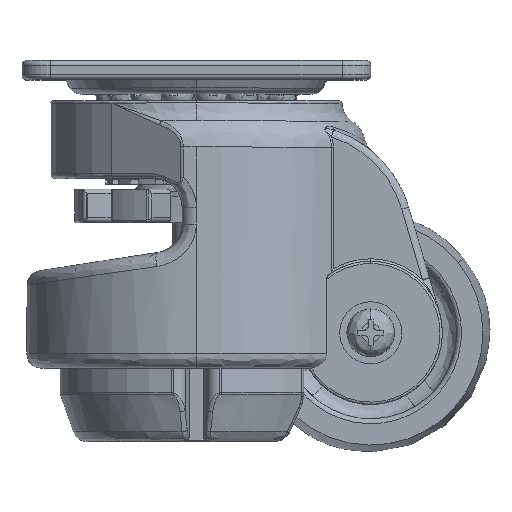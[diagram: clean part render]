
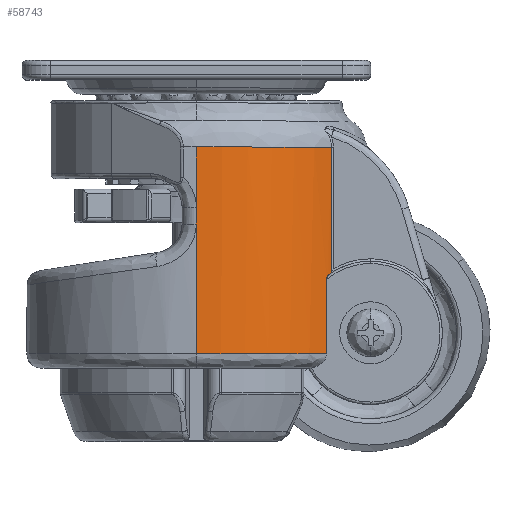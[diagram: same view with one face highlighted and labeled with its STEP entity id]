
A CAD part, top view. The second image highlights one B-rep face of the part: STEP entity #58743.
In plain terms, the highlighted cylindrical face has radius 35.5 mm (diameter 71 mm), a partial arc.
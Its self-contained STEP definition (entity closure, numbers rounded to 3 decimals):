
#1422 = CARTESIAN_POINT ( 'NONE',  ( 28.666, -571.943, 21.75 ) ) ;
#1891 = CARTESIAN_POINT ( 'NONE',  ( 11.376, -545.46, 33.938 ) ) ;
#2146 = CARTESIAN_POINT ( 'NONE',  ( 28.756, -571.881, 21.634 ) ) ;
#2174 = CARTESIAN_POINT ( 'NONE',  ( 28.023, -572.53, 22.555 ) ) ;
#2351 = CARTESIAN_POINT ( 'NONE',  ( 28.897, -571.667, 21.448 ) ) ;
#2779 = CARTESIAN_POINT ( 'NONE',  ( 28.16, -572.321, 22.387 ) ) ;
#3022 = VECTOR ( 'NONE', #37688, 1000. ) ;
#3462 = EDGE_CURVE ( 'NONE', #28880, #19332, #53737, .T. ) ;
#3471 = DIRECTION ( 'NONE',  ( 0., 0., -1. ) ) ;
#3507 = B_SPLINE_CURVE_WITH_KNOTS ( 'NONE', 3,
 ( #15586, #34836, #25909, #54260 ),
 .UNSPECIFIED., .F., .F.,
 ( 4, 4 ),
 ( 0., 1. ),
 .UNSPECIFIED. ) ;
#3789 = LINE ( 'NONE', #14772, #3022 ) ;
#4414 = CARTESIAN_POINT ( 'NONE',  ( 28.897, -545.46, 21.448 ) ) ;
#4705 = VERTEX_POINT ( 'NONE', #8207 ) ;
#4944 = VERTEX_POINT ( 'NONE', #46245 ) ;
#5311 = DIRECTION ( 'NONE',  ( 0., 1., 0. ) ) ;
#5756 = FACE_OUTER_BOUND ( 'NONE', #43581, .T. ) ;
#6082 = LINE ( 'NONE', #32153, #7572 ) ;
#6149 = CARTESIAN_POINT ( 'NONE',  ( 13.959, -545.46, 33.007 ) ) ;
#7046 = CARTESIAN_POINT ( 'NONE',  ( 28.271, -572.221, 22.25 ) ) ;
#7138 = DIRECTION ( 'NONE',  ( 0., 1., 0. ) ) ;
#7572 = VECTOR ( 'NONE', #17363, 1000. ) ;
#8207 = CARTESIAN_POINT ( 'NONE',  ( 0.609, -561.593, 35.5 ) ) ;
#8865 = B_SPLINE_CURVE_WITH_KNOTS ( 'NONE', 3,
 ( #15937, #2146, #16139, #2351 ),
 .UNSPECIFIED., .F., .F.,
 ( 4, 4 ),
 ( 0., 0. ),
 .UNSPECIFIED. ) ;
#9330 = LINE ( 'NONE', #27449, #59332 ) ;
#9652 = CARTESIAN_POINT ( 'NONE',  ( 28.897, -545.46, 21.448 ) ) ;
#9886 = ORIENTED_EDGE ( 'NONE', *, *, #30006, .T. ) ;
#9979 = LINE ( 'NONE', #21345, #46150 ) ;
#10521 = VERTEX_POINT ( 'NONE', #55652 ) ;
#11138 = CARTESIAN_POINT ( 'NONE',  ( 28.213, -572.263, 22.322 ) ) ;
#11652 = ORIENTED_EDGE ( 'NONE', *, *, #52126, .T. ) ;
#13748 = EDGE_CURVE ( 'NONE', #32007, #48292, #44904, .T. ) ;
#13778 = AXIS2_PLACEMENT_3D ( 'NONE', #26376, #58806, #3471 ) ;
#13987 = LINE ( 'NONE', #58883, #53143 ) ;
#14772 = CARTESIAN_POINT ( 'NONE',  ( 0.609, -540.741, 35.5 ) ) ;
#15586 = CARTESIAN_POINT ( 'NONE',  ( 28.271, -572.221, 22.25 ) ) ;
#15937 = CARTESIAN_POINT ( 'NONE',  ( 28.666, -571.943, 21.75 ) ) ;
#16139 = CARTESIAN_POINT ( 'NONE',  ( 28.833, -571.785, 21.533 ) ) ;
#16143 = CARTESIAN_POINT ( 'NONE',  ( 0.609, -545.46, 35.5 ) ) ;
#16757 = ORIENTED_EDGE ( 'NONE', *, *, #16783, .T. ) ;
#16783 = EDGE_CURVE ( 'NONE', #4944, #42436, #25929, .T. ) ;
#17326 = VERTEX_POINT ( 'NONE', #34771 ) ;
#17363 = DIRECTION ( 'NONE',  ( 0., -1., 0. ) ) ;
#17513 = ORIENTED_EDGE ( 'NONE', *, *, #51574, .T. ) ;
#19000 = ORIENTED_EDGE ( 'NONE', *, *, #49250, .T. ) ;
#19332 = VERTEX_POINT ( 'NONE', #16143 ) ;
#20183 = CARTESIAN_POINT ( 'NONE',  ( 21.148, -545.46, 29.084 ) ) ;
#21265 = CARTESIAN_POINT ( 'NONE',  ( 27.861, -573.071, 22.75 ) ) ;
#21345 = CARTESIAN_POINT ( 'NONE',  ( 27.861, -540.741, 22.75 ) ) ;
#22936 = ORIENTED_EDGE ( 'NONE', *, *, #3462, .T. ) ;
#24621 = CARTESIAN_POINT ( 'NONE',  ( 0.609, -545.46, 35.5 ) ) ;
#25506 = CARTESIAN_POINT ( 'NONE',  ( 27.92, -572.783, 22.679 ) ) ;
#25894 = CARTESIAN_POINT ( 'NONE',  ( 27.861, -573.173, 22.75 ) ) ;
#25909 = CARTESIAN_POINT ( 'NONE',  ( 28.534, -572.033, 21.921 ) ) ;
#25929 = CIRCLE ( 'NONE', #13778, 35.5 ) ;
#25990 = ORIENTED_EDGE ( 'NONE', *, *, #28221, .T. ) ;
#26376 = CARTESIAN_POINT ( 'NONE',  ( 0.609, -588.741, 0. ) ) ;
#27074 = ORIENTED_EDGE ( 'NONE', *, *, #32359, .T. ) ;
#27449 = CARTESIAN_POINT ( 'NONE',  ( 28.897, -540.741, 21.448 ) ) ;
#28221 = EDGE_CURVE ( 'NONE', #19332, #10521, #3789, .T. ) ;
#28295 = ORIENTED_EDGE ( 'NONE', *, *, #56102, .T. ) ;
#28880 = VERTEX_POINT ( 'NONE', #4414 ) ;
#29945 = CARTESIAN_POINT ( 'NONE',  ( 28.066, -572.454, 22.503 ) ) ;
#30006 = EDGE_CURVE ( 'NONE', #10521, #4705, #13987, .T. ) ;
#32007 = VERTEX_POINT ( 'NONE', #53960 ) ;
#32153 = CARTESIAN_POINT ( 'NONE',  ( 0.609, -540.741, 35.5 ) ) ;
#32269 = CARTESIAN_POINT ( 'NONE',  ( 27.861, -588.741, 22.75 ) ) ;
#32359 = EDGE_CURVE ( 'NONE', #56455, #17326, #8865, .T. ) ;
#34771 = CARTESIAN_POINT ( 'NONE',  ( 28.897, -571.667, 21.448 ) ) ;
#34836 = CARTESIAN_POINT ( 'NONE',  ( 28.402, -572.126, 22.087 ) ) ;
#37688 = DIRECTION ( 'NONE',  ( 0., -1., 0. ) ) ;
#38576 = CARTESIAN_POINT ( 'NONE',  ( 6.064, -545.46, 35.184 ) ) ;
#38861 = DIRECTION ( 'NONE',  ( 0., -1., 0. ) ) ;
#39653 = CARTESIAN_POINT ( 'NONE',  ( 28.271, -572.221, 22.25 ) ) ;
#40706 = AXIS2_PLACEMENT_3D ( 'NONE', #56900, #38861, #56694 ) ;
#42436 = VERTEX_POINT ( 'NONE', #32269 ) ;
#43581 = EDGE_LOOP ( 'NONE', ( #22936, #25990, #9886, #19000, #16757, #11652, #54299, #28295, #27074, #17513 ) ) ;
#44904 = B_SPLINE_CURVE_WITH_KNOTS ( 'NONE', 3,
 ( #25894, #21265, #57703, #25506, #48379, #2174, #29945, #2779, #11138, #39653 ),
 .UNSPECIFIED., .F., .F.,
 ( 4, 2, 2, 2, 4 ),
 ( 0., 0., 0.001, 0.001, 0.001 ),
 .UNSPECIFIED. ) ;
#46150 = VECTOR ( 'NONE', #7138, 1000. ) ;
#46245 = CARTESIAN_POINT ( 'NONE',  ( 0.609, -588.741, 35.5 ) ) ;
#47473 = CARTESIAN_POINT ( 'NONE',  ( 18.845, -545.46, 30.58 ) ) ;
#48292 = VERTEX_POINT ( 'NONE', #7046 ) ;
#48379 = CARTESIAN_POINT ( 'NONE',  ( 27.95, -572.695, 22.643 ) ) ;
#49250 = EDGE_CURVE ( 'NONE', #4705, #4944, #6082, .T. ) ;
#49746 = DIRECTION ( 'NONE',  ( 0., -1., 0. ) ) ;
#51574 = EDGE_CURVE ( 'NONE', #17326, #28880, #9330, .T. ) ;
#52126 = EDGE_CURVE ( 'NONE', #42436, #32007, #9979, .T. ) ;
#52181 = CARTESIAN_POINT ( 'NONE',  ( 25.35, -545.46, 25.604 ) ) ;
#53143 = VECTOR ( 'NONE', #49746, 1000. ) ;
#53737 = B_SPLINE_CURVE_WITH_KNOTS ( 'NONE', 3,
 ( #9652, #57636, #52181, #20183, #47473, #6149, #1891, #38576, #57228, #24621 ),
 .UNSPECIFIED., .F., .F.,
 ( 4, 2, 2, 2, 4 ),
 ( 0., 0.231, 0.462, 0.692, 0.923 ),
 .UNSPECIFIED. ) ;
#53960 = CARTESIAN_POINT ( 'NONE',  ( 27.861, -573.173, 22.75 ) ) ;
#54260 = CARTESIAN_POINT ( 'NONE',  ( 28.666, -571.943, 21.75 ) ) ;
#54299 = ORIENTED_EDGE ( 'NONE', *, *, #13748, .T. ) ;
#55652 = CARTESIAN_POINT ( 'NONE',  ( 0.609, -558.041, 35.5 ) ) ;
#56102 = EDGE_CURVE ( 'NONE', #48292, #56455, #3507, .T. ) ;
#56455 = VERTEX_POINT ( 'NONE', #1422 ) ;
#56694 = DIRECTION ( 'NONE',  ( 0., 0., -1. ) ) ;
#56900 = CARTESIAN_POINT ( 'NONE',  ( 0.609, -540.741, 0. ) ) ;
#57228 = CARTESIAN_POINT ( 'NONE',  ( 3.337, -545.46, 35.5 ) ) ;
#57251 = CYLINDRICAL_SURFACE ( 'NONE', #40706, 35.5 ) ;
#57636 = CARTESIAN_POINT ( 'NONE',  ( 27.249, -545.46, 23.622 ) ) ;
#57703 = CARTESIAN_POINT ( 'NONE',  ( 27.876, -572.972, 22.733 ) ) ;
#58743 = ADVANCED_FACE ( 'NONE', ( #5756 ), #57251, .T. ) ;
#58806 = DIRECTION ( 'NONE',  ( 0., 1., 0. ) ) ;
#58883 = CARTESIAN_POINT ( 'NONE',  ( 0.609, -540.741, 35.5 ) ) ;
#59332 = VECTOR ( 'NONE', #5311, 1000. ) ;
